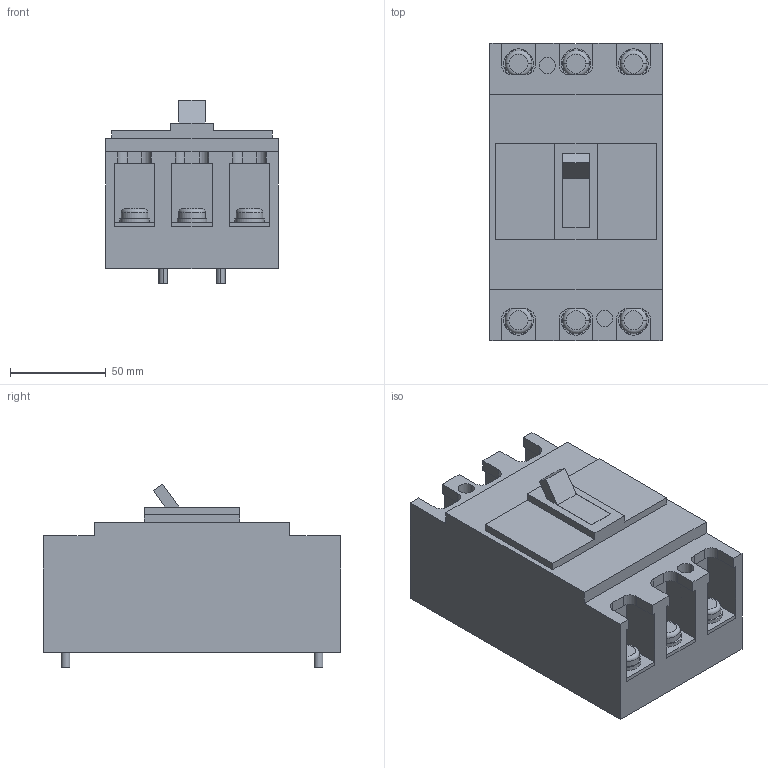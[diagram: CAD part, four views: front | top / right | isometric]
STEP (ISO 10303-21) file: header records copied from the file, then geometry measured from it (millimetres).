
FILE_DESCRIPTION(('CoCreate Modeling STEP Export'),'2;1');
FILE_NAME('Ｓ１００ＮＦ３Ｆ.stp','2014-03-31T 8:01:12',(''),(''),'CoCreate Modeling STEP processor for AP214 (Solid Model)','CoCreate Modeling 17.0 01-Apr-2010 (C) Parametric Technology GmbH','');
FILE_SCHEMA(('AUTOMOTIVE_DESIGN { 1 0 10303 214 1 1 1 1 }'));
Length unit declared in the file: millimetre
Products named in the file (5): P3; P2.4; P1; P4.5; Ｓ１００ＮＦ３Ｆ
Assembly tree (15 placements, depth 2):
  Ｓ１００ＮＦ３Ｆ
    P4.5  x6
    P2.4  x6
    P3  x2
    P1
Bounding box: 90 x 155 x 96 mm (x, y, z)
Volume: 850245.7 mm3; surface area: 92013.8 mm2
Topology: 15 solids, 15 shells, 250 faces, 574 edges, 378 vertices
Faces by surface type: plane 150, cylinder 88, torus 12
Entity records: 4238 total; most frequent: ORIENTED_EDGE 724, CARTESIAN_POINT 692, DIRECTION 646, EDGE_CURVE 362, VECTOR 258, LINE 258, VERTEX_POINT 240, AXIS2_PLACEMENT_3D 194
